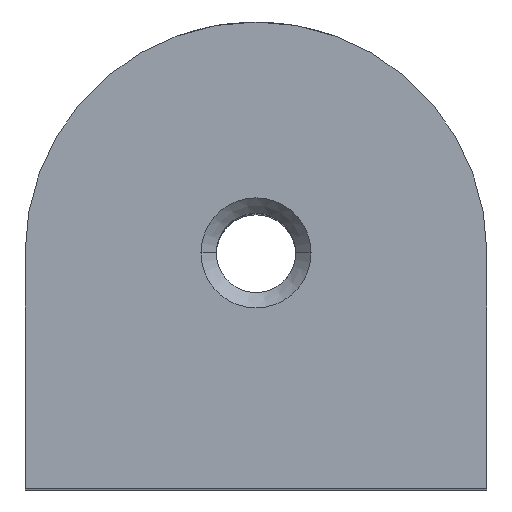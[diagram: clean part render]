
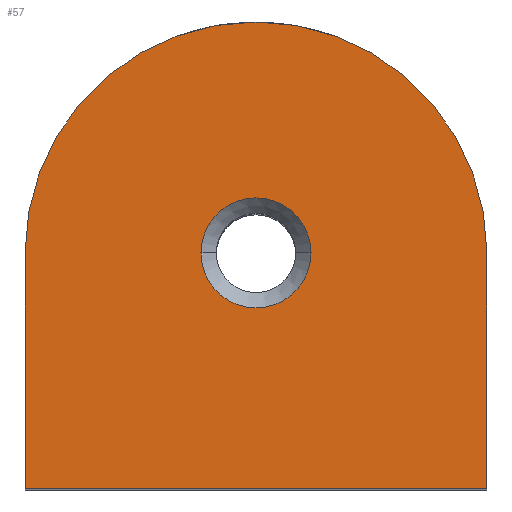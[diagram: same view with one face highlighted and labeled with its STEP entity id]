
A CAD part, top view. The second image highlights one B-rep face of the part: STEP entity #57.
In plain terms, the highlighted planar face has unit normal (0, 0, 1).
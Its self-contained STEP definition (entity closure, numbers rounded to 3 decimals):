
#1 = CIRCLE ( 'NONE', #1088, 15. ) ;
#15 = CIRCLE ( 'NONE', #367, 3.575 ) ;
#44 = ORIENTED_EDGE ( 'NONE', *, *, #1107, .T. ) ;
#57 = ADVANCED_FACE ( 'NONE', ( #754, #405 ), #85, .F. ) ;
#72 = EDGE_CURVE ( 'NONE', #1013, #638, #1, .T. ) ;
#75 = CARTESIAN_POINT ( 'NONE',  ( -15., -7.65, 60. ) ) ;
#85 = PLANE ( 'NONE',  #770 ) ;
#103 = DIRECTION ( 'NONE',  ( 1., 0., 0. ) ) ;
#137 = VECTOR ( 'NONE', #1257, 1000. ) ;
#208 = AXIS2_PLACEMENT_3D ( 'NONE', #673, #575, #697 ) ;
#279 = EDGE_LOOP ( 'NONE', ( #433, #1330, #1037, #1110 ) ) ;
#288 = LINE ( 'NONE', #1063, #137 ) ;
#312 = CARTESIAN_POINT ( 'NONE',  ( 0., 7.65, 60. ) ) ;
#318 = DIRECTION ( 'NONE',  ( -1., 0., 0. ) ) ;
#321 = VERTEX_POINT ( 'NONE', #726 ) ;
#328 = DIRECTION ( 'NONE',  ( -1., 0., 0. ) ) ;
#367 = AXIS2_PLACEMENT_3D ( 'NONE', #756, #981, #328 ) ;
#397 = CARTESIAN_POINT ( 'NONE',  ( -15., 7.65, 60. ) ) ;
#405 = FACE_OUTER_BOUND ( 'NONE', #279, .T. ) ;
#412 = CARTESIAN_POINT ( 'NONE',  ( 15., -7.65, 60. ) ) ;
#420 = DIRECTION ( 'NONE',  ( 0., 0., 1. ) ) ;
#433 = ORIENTED_EDGE ( 'NONE', *, *, #72, .T. ) ;
#493 = EDGE_CURVE ( 'NONE', #321, #968, #825, .T. ) ;
#558 = LINE ( 'NONE', #884, #687 ) ;
#575 = DIRECTION ( 'NONE',  ( 0., 0., -1. ) ) ;
#636 = CARTESIAN_POINT ( 'NONE',  ( 0., 7.65, 60. ) ) ;
#638 = VERTEX_POINT ( 'NONE', #397 ) ;
#673 = CARTESIAN_POINT ( 'NONE',  ( 0., 7.65, 60. ) ) ;
#687 = VECTOR ( 'NONE', #103, 1000. ) ;
#697 = DIRECTION ( 'NONE',  ( -1., 0., 0. ) ) ;
#726 = CARTESIAN_POINT ( 'NONE',  ( -3.575, 7.65, 60. ) ) ;
#739 = DIRECTION ( 'NONE',  ( -1., 0., 0. ) ) ;
#754 = FACE_BOUND ( 'NONE', #1240, .T. ) ;
#756 = CARTESIAN_POINT ( 'NONE',  ( 0., 7.65, 60. ) ) ;
#770 = AXIS2_PLACEMENT_3D ( 'NONE', #636, #1070, #739 ) ;
#824 = CARTESIAN_POINT ( 'NONE',  ( 15., -7.65, 60. ) ) ;
#825 = CIRCLE ( 'NONE', #208, 3.575 ) ;
#853 = DIRECTION ( 'NONE',  ( 0., 1., 0. ) ) ;
#884 = CARTESIAN_POINT ( 'NONE',  ( -15., -7.65, 60. ) ) ;
#968 = VERTEX_POINT ( 'NONE', #1149 ) ;
#978 = EDGE_CURVE ( 'NONE', #638, #1349, #288, .T. ) ;
#981 = DIRECTION ( 'NONE',  ( 0., 0., -1. ) ) ;
#1013 = VERTEX_POINT ( 'NONE', #1053 ) ;
#1037 = ORIENTED_EDGE ( 'NONE', *, *, #1144, .T. ) ;
#1053 = CARTESIAN_POINT ( 'NONE',  ( 15., 7.65, 60. ) ) ;
#1063 = CARTESIAN_POINT ( 'NONE',  ( -15., -7.65, 60. ) ) ;
#1068 = EDGE_CURVE ( 'NONE', #1380, #1013, #1181, .T. ) ;
#1070 = DIRECTION ( 'NONE',  ( 0., 0., -1. ) ) ;
#1088 = AXIS2_PLACEMENT_3D ( 'NONE', #312, #420, #318 ) ;
#1107 = EDGE_CURVE ( 'NONE', #968, #321, #15, .T. ) ;
#1110 = ORIENTED_EDGE ( 'NONE', *, *, #1068, .T. ) ;
#1144 = EDGE_CURVE ( 'NONE', #1349, #1380, #558, .T. ) ;
#1149 = CARTESIAN_POINT ( 'NONE',  ( 3.575, 7.65, 60. ) ) ;
#1165 = VECTOR ( 'NONE', #853, 1000. ) ;
#1181 = LINE ( 'NONE', #412, #1165 ) ;
#1238 = ORIENTED_EDGE ( 'NONE', *, *, #493, .T. ) ;
#1240 = EDGE_LOOP ( 'NONE', ( #44, #1238 ) ) ;
#1257 = DIRECTION ( 'NONE',  ( 0., -1., 0. ) ) ;
#1330 = ORIENTED_EDGE ( 'NONE', *, *, #978, .T. ) ;
#1349 = VERTEX_POINT ( 'NONE', #75 ) ;
#1380 = VERTEX_POINT ( 'NONE', #824 ) ;
